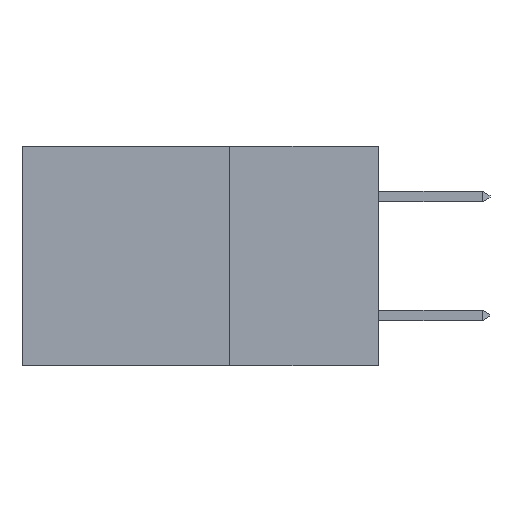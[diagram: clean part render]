
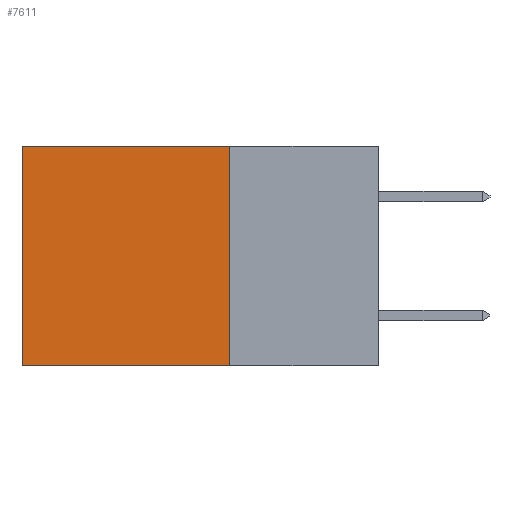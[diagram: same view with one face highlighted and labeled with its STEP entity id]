
A CAD part, left-side view. The second image highlights one B-rep face of the part: STEP entity #7611.
In plain terms, the highlighted planar face has unit normal (-1, 0, 0).
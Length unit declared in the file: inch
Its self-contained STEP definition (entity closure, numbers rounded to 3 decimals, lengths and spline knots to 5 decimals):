
#413 = DIRECTION ( 'NONE',  ( 0., 1., 0. ) ) ;
#685 = LINE ( 'NONE', #10200, #12685 ) ;
#1222 = EDGE_LOOP ( 'NONE', ( #13082, #4448, #4089, #4219 ) ) ;
#1240 = VERTEX_POINT ( 'NONE', #13283 ) ;
#1686 = VERTEX_POINT ( 'NONE', #13425 ) ;
#2102 = AXIS2_PLACEMENT_3D ( 'NONE', #6118, #14351, #7378 ) ;
#3171 = VECTOR ( 'NONE', #413, 39.37008 ) ;
#3370 = VECTOR ( 'NONE', #5746, 39.37008 ) ;
#4048 = DIRECTION ( 'NONE',  ( 0., 0., -1. ) ) ;
#4089 = ORIENTED_EDGE ( 'NONE', *, *, #9130, .F. ) ;
#4219 = ORIENTED_EDGE ( 'NONE', *, *, #8025, .T. ) ;
#4448 = ORIENTED_EDGE ( 'NONE', *, *, #13669, .F. ) ;
#4559 = VERTEX_POINT ( 'NONE', #12596 ) ;
#4930 = DIRECTION ( 'NONE',  ( 0., 1., 0. ) ) ;
#5323 = CARTESIAN_POINT ( 'NONE',  ( 0.298, 0.6, -0.37 ) ) ;
#5746 = DIRECTION ( 'NONE',  ( 0., 0., -1. ) ) ;
#5866 = CARTESIAN_POINT ( 'NONE',  ( 0.298, 0.6, 0. ) ) ;
#6118 = CARTESIAN_POINT ( 'NONE',  ( 0.298, 0.25, 0. ) ) ;
#6204 = LINE ( 'NONE', #6889, #3171 ) ;
#6572 = FACE_OUTER_BOUND ( 'NONE', #1222, .T. ) ;
#6889 = CARTESIAN_POINT ( 'NONE',  ( 0.298, 0.25, 0. ) ) ;
#6984 = EDGE_CURVE ( 'NONE', #1686, #15681, #9645, .T. ) ;
#7378 = DIRECTION ( 'NONE',  ( 0., 0., -1. ) ) ;
#7611 = ADVANCED_FACE ( 'NONE', ( #6572 ), #10903, .F. ) ;
#7962 = VECTOR ( 'NONE', #4930, 39.37008 ) ;
#8025 = EDGE_CURVE ( 'NONE', #4559, #1686, #6204, .T. ) ;
#9130 = EDGE_CURVE ( 'NONE', #4559, #1240, #685, .T. ) ;
#9645 = LINE ( 'NONE', #5866, #3370 ) ;
#10200 = CARTESIAN_POINT ( 'NONE',  ( 0.298, 0.25, 0. ) ) ;
#10903 = PLANE ( 'NONE',  #2102 ) ;
#12596 = CARTESIAN_POINT ( 'NONE',  ( 0.298, 0.25, 0. ) ) ;
#12685 = VECTOR ( 'NONE', #4048, 39.37008 ) ;
#13082 = ORIENTED_EDGE ( 'NONE', *, *, #6984, .T. ) ;
#13283 = CARTESIAN_POINT ( 'NONE',  ( 0.298, 0.25, -0.37 ) ) ;
#13425 = CARTESIAN_POINT ( 'NONE',  ( 0.298, 0.6, 0. ) ) ;
#13669 = EDGE_CURVE ( 'NONE', #1240, #15681, #13802, .T. ) ;
#13802 = LINE ( 'NONE', #14365, #7962 ) ;
#14351 = DIRECTION ( 'NONE',  ( 1., 0., 0. ) ) ;
#14365 = CARTESIAN_POINT ( 'NONE',  ( 0.298, 0.25, -0.37 ) ) ;
#15681 = VERTEX_POINT ( 'NONE', #5323 ) ;
